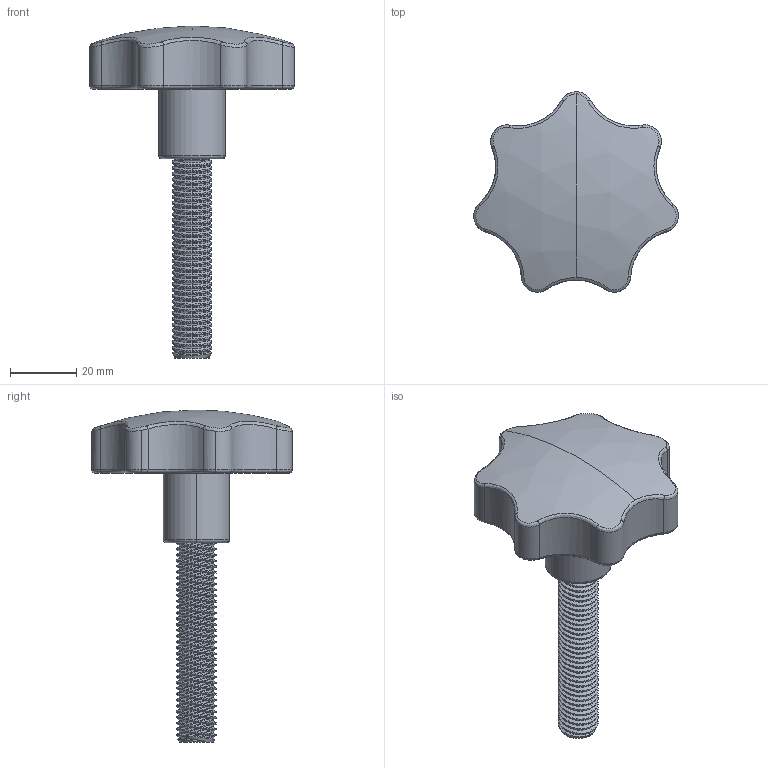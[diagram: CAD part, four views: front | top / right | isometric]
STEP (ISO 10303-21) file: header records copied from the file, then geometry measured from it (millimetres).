
FILE_DESCRIPTION (( 'STEP AP203' ), '1' );
FILE_NAME ('2907T42.step', '2010-04-26T20:08:46', ( 'jim' ), ( '' ), 'SwSTEP 2.0', 'SolidWorks 2007', '' );
FILE_SCHEMA (( 'CONFIG_CONTROL_DESIGN' ));
Length unit declared in the file: millimetre
Products named in the file (1): 2907T42
Bounding box: 61.67 x 60.37 x 100 mm (x, y, z)
Volume: 53553.4 mm3; surface area: 12234.4 mm2
Topology: 1 solids, 1 shells, 335 faces, 695 edges, 364 vertices
Faces by surface type: cylinder 157, cone 140, torus 19, bspline 14, plane 3, sphere 2
Entity records: 15363 total; most frequent: CARTESIAN_POINT 8607, ORIENTED_EDGE 1390, DIRECTION 1375, EDGE_CURVE 695, AXIS2_PLACEMENT_3D 543, VERTEX_POINT 364, EDGE_LOOP 337, ADVANCED_FACE 335
